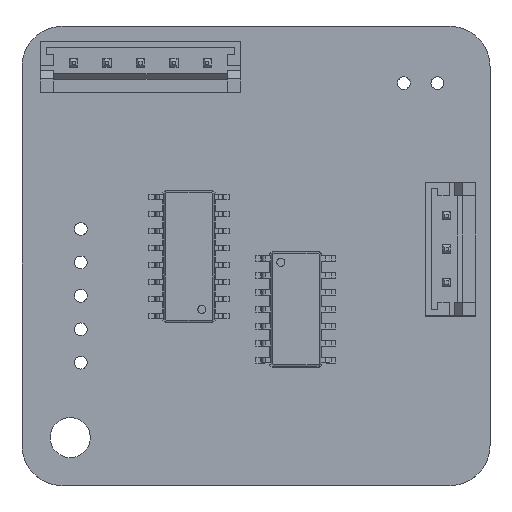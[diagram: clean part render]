
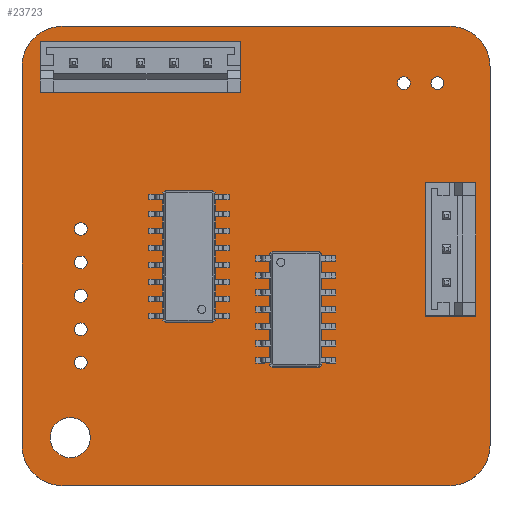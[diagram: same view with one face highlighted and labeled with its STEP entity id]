
A CAD part, top view. The second image highlights one B-rep face of the part: STEP entity #23723.
In plain terms, the highlighted planar face has unit normal (0, 0, 1).
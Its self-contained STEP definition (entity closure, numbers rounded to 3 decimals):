
#23398 = VERTEX_POINT('',#23399);
#23399 = CARTESIAN_POINT('',(166.398,-92.728,1.6));
#23405 = EDGE_CURVE('',#23398,#23406,#23408,.T.);
#23406 = VERTEX_POINT('',#23407);
#23407 = CARTESIAN_POINT('',(169.398,-95.728,1.6));
#23408 = CIRCLE('',#23409,3.);
#23409 = AXIS2_PLACEMENT_3D('',#23410,#23411,#23412);
#23410 = CARTESIAN_POINT('',(166.398,-95.727,1.6));
#23411 = DIRECTION('',(0.,0.,-1.));
#23412 = DIRECTION('',(0.,1.,0.));
#23440 = VERTEX_POINT('',#23441);
#23441 = CARTESIAN_POINT('',(137.398,-92.728,1.6));
#23447 = EDGE_CURVE('',#23440,#23398,#23448,.T.);
#23448 = LINE('',#23449,#23450);
#23449 = CARTESIAN_POINT('',(137.398,-92.728,1.6));
#23450 = VECTOR('',#23451,1.);
#23451 = DIRECTION('',(1.,0.,0.));
#23469 = EDGE_CURVE('',#23406,#23470,#23472,.T.);
#23470 = VERTEX_POINT('',#23471);
#23471 = CARTESIAN_POINT('',(169.398,-124.068,1.6));
#23472 = LINE('',#23473,#23474);
#23473 = CARTESIAN_POINT('',(169.398,-95.728,1.6));
#23474 = VECTOR('',#23475,1.);
#23475 = DIRECTION('',(0.,-1.,0.));
#23723 = ADVANCED_FACE('',(#23724,#23770,#23781,#23792,#23803,#23814,
    #23825,#23836,#23847,#23858,#23869,#23880,#23891,#23902,#23913,
    #23924,#23935),#23946,.T.);
#23724 = FACE_BOUND('',#23725,.T.);
#23725 = EDGE_LOOP('',(#23726,#23727,#23728,#23737,#23745,#23754,#23762,
    #23769));
#23726 = ORIENTED_EDGE('',*,*,#23405,.F.);
#23727 = ORIENTED_EDGE('',*,*,#23447,.F.);
#23728 = ORIENTED_EDGE('',*,*,#23729,.F.);
#23729 = EDGE_CURVE('',#23730,#23440,#23732,.T.);
#23730 = VERTEX_POINT('',#23731);
#23731 = CARTESIAN_POINT('',(134.398,-95.728,1.6));
#23732 = CIRCLE('',#23733,3.);
#23733 = AXIS2_PLACEMENT_3D('',#23734,#23735,#23736);
#23734 = CARTESIAN_POINT('',(137.398,-95.728,1.6));
#23735 = DIRECTION('',(0.,0.,-1.));
#23736 = DIRECTION('',(-1.,0.,0.));
#23737 = ORIENTED_EDGE('',*,*,#23738,.F.);
#23738 = EDGE_CURVE('',#23739,#23730,#23741,.T.);
#23739 = VERTEX_POINT('',#23740);
#23740 = CARTESIAN_POINT('',(134.398,-124.068,1.6));
#23741 = LINE('',#23742,#23743);
#23742 = CARTESIAN_POINT('',(134.398,-124.068,1.6));
#23743 = VECTOR('',#23744,1.);
#23744 = DIRECTION('',(0.,1.,0.));
#23745 = ORIENTED_EDGE('',*,*,#23746,.F.);
#23746 = EDGE_CURVE('',#23747,#23739,#23749,.T.);
#23747 = VERTEX_POINT('',#23748);
#23748 = CARTESIAN_POINT('',(137.398,-127.068,1.6));
#23749 = CIRCLE('',#23750,3.);
#23750 = AXIS2_PLACEMENT_3D('',#23751,#23752,#23753);
#23751 = CARTESIAN_POINT('',(137.398,-124.067,1.6));
#23752 = DIRECTION('',(0.,0.,-1.));
#23753 = DIRECTION('',(0.,-1.,-0.));
#23754 = ORIENTED_EDGE('',*,*,#23755,.F.);
#23755 = EDGE_CURVE('',#23756,#23747,#23758,.T.);
#23756 = VERTEX_POINT('',#23757);
#23757 = CARTESIAN_POINT('',(166.398,-127.068,1.6));
#23758 = LINE('',#23759,#23760);
#23759 = CARTESIAN_POINT('',(166.398,-127.068,1.6));
#23760 = VECTOR('',#23761,1.);
#23761 = DIRECTION('',(-1.,0.,0.));
#23762 = ORIENTED_EDGE('',*,*,#23763,.F.);
#23763 = EDGE_CURVE('',#23470,#23756,#23764,.T.);
#23764 = CIRCLE('',#23765,3.);
#23765 = AXIS2_PLACEMENT_3D('',#23766,#23767,#23768);
#23766 = CARTESIAN_POINT('',(166.398,-124.068,1.6));
#23767 = DIRECTION('',(0.,0.,-1.));
#23768 = DIRECTION('',(1.,0.,0.));
#23769 = ORIENTED_EDGE('',*,*,#23469,.F.);
#23770 = FACE_BOUND('',#23771,.T.);
#23771 = EDGE_LOOP('',(#23772));
#23772 = ORIENTED_EDGE('',*,*,#23773,.T.);
#23773 = EDGE_CURVE('',#23774,#23774,#23776,.T.);
#23774 = VERTEX_POINT('',#23775);
#23775 = CARTESIAN_POINT('',(138.,-124.98,1.6));
#23776 = CIRCLE('',#23777,1.5);
#23777 = AXIS2_PLACEMENT_3D('',#23778,#23779,#23780);
#23778 = CARTESIAN_POINT('',(138.,-123.48,1.6));
#23779 = DIRECTION('',(-0.,0.,-1.));
#23780 = DIRECTION('',(-0.,-1.,0.));
#23781 = FACE_BOUND('',#23782,.T.);
#23782 = EDGE_LOOP('',(#23783));
#23783 = ORIENTED_EDGE('',*,*,#23784,.T.);
#23784 = EDGE_CURVE('',#23785,#23785,#23787,.T.);
#23785 = VERTEX_POINT('',#23786);
#23786 = CARTESIAN_POINT('',(138.798,-118.353,1.6));
#23787 = CIRCLE('',#23788,0.475);
#23788 = AXIS2_PLACEMENT_3D('',#23789,#23790,#23791);
#23789 = CARTESIAN_POINT('',(138.798,-117.878,1.6));
#23790 = DIRECTION('',(-0.,0.,-1.));
#23791 = DIRECTION('',(-0.,-1.,0.));
#23792 = FACE_BOUND('',#23793,.T.);
#23793 = EDGE_LOOP('',(#23794));
#23794 = ORIENTED_EDGE('',*,*,#23795,.T.);
#23795 = EDGE_CURVE('',#23796,#23796,#23798,.T.);
#23796 = VERTEX_POINT('',#23797);
#23797 = CARTESIAN_POINT('',(138.798,-115.853,1.6));
#23798 = CIRCLE('',#23799,0.475);
#23799 = AXIS2_PLACEMENT_3D('',#23800,#23801,#23802);
#23800 = CARTESIAN_POINT('',(138.798,-115.378,1.6));
#23801 = DIRECTION('',(-0.,0.,-1.));
#23802 = DIRECTION('',(-0.,-1.,0.));
#23803 = FACE_BOUND('',#23804,.T.);
#23804 = EDGE_LOOP('',(#23805));
#23805 = ORIENTED_EDGE('',*,*,#23806,.T.);
#23806 = EDGE_CURVE('',#23807,#23807,#23809,.T.);
#23807 = VERTEX_POINT('',#23808);
#23808 = CARTESIAN_POINT('',(138.798,-113.353,1.6));
#23809 = CIRCLE('',#23810,0.475);
#23810 = AXIS2_PLACEMENT_3D('',#23811,#23812,#23813);
#23811 = CARTESIAN_POINT('',(138.798,-112.878,1.6));
#23812 = DIRECTION('',(-0.,0.,-1.));
#23813 = DIRECTION('',(-0.,-1.,0.));
#23814 = FACE_BOUND('',#23815,.T.);
#23815 = EDGE_LOOP('',(#23816));
#23816 = ORIENTED_EDGE('',*,*,#23817,.T.);
#23817 = EDGE_CURVE('',#23818,#23818,#23820,.T.);
#23818 = VERTEX_POINT('',#23819);
#23819 = CARTESIAN_POINT('',(138.798,-110.853,1.6));
#23820 = CIRCLE('',#23821,0.475);
#23821 = AXIS2_PLACEMENT_3D('',#23822,#23823,#23824);
#23822 = CARTESIAN_POINT('',(138.798,-110.378,1.6));
#23823 = DIRECTION('',(-0.,0.,-1.));
#23824 = DIRECTION('',(-0.,-1.,0.));
#23825 = FACE_BOUND('',#23826,.T.);
#23826 = EDGE_LOOP('',(#23827));
#23827 = ORIENTED_EDGE('',*,*,#23828,.T.);
#23828 = EDGE_CURVE('',#23829,#23829,#23831,.T.);
#23829 = VERTEX_POINT('',#23830);
#23830 = CARTESIAN_POINT('',(166.148,-112.363,1.6));
#23831 = CIRCLE('',#23832,0.475);
#23832 = AXIS2_PLACEMENT_3D('',#23833,#23834,#23835);
#23833 = CARTESIAN_POINT('',(166.148,-111.888,1.6));
#23834 = DIRECTION('',(-0.,0.,-1.));
#23835 = DIRECTION('',(-0.,-1.,0.));
#23836 = FACE_BOUND('',#23837,.T.);
#23837 = EDGE_LOOP('',(#23838));
#23838 = ORIENTED_EDGE('',*,*,#23839,.T.);
#23839 = EDGE_CURVE('',#23840,#23840,#23842,.T.);
#23840 = VERTEX_POINT('',#23841);
#23841 = CARTESIAN_POINT('',(138.798,-108.353,1.6));
#23842 = CIRCLE('',#23843,0.475);
#23843 = AXIS2_PLACEMENT_3D('',#23844,#23845,#23846);
#23844 = CARTESIAN_POINT('',(138.798,-107.878,1.6));
#23845 = DIRECTION('',(-0.,0.,-1.));
#23846 = DIRECTION('',(-0.,-1.,0.));
#23847 = FACE_BOUND('',#23848,.T.);
#23848 = EDGE_LOOP('',(#23849));
#23849 = ORIENTED_EDGE('',*,*,#23850,.T.);
#23850 = EDGE_CURVE('',#23851,#23851,#23853,.T.);
#23851 = VERTEX_POINT('',#23852);
#23852 = CARTESIAN_POINT('',(138.258,-95.943,1.6));
#23853 = CIRCLE('',#23854,0.475);
#23854 = AXIS2_PLACEMENT_3D('',#23855,#23856,#23857);
#23855 = CARTESIAN_POINT('',(138.258,-95.468,1.6));
#23856 = DIRECTION('',(-0.,0.,-1.));
#23857 = DIRECTION('',(0.,-1.,-0.));
#23858 = FACE_BOUND('',#23859,.T.);
#23859 = EDGE_LOOP('',(#23860));
#23860 = ORIENTED_EDGE('',*,*,#23861,.T.);
#23861 = EDGE_CURVE('',#23862,#23862,#23864,.T.);
#23862 = VERTEX_POINT('',#23863);
#23863 = CARTESIAN_POINT('',(140.758,-95.943,1.6));
#23864 = CIRCLE('',#23865,0.475);
#23865 = AXIS2_PLACEMENT_3D('',#23866,#23867,#23868);
#23866 = CARTESIAN_POINT('',(140.758,-95.468,1.6));
#23867 = DIRECTION('',(-0.,0.,-1.));
#23868 = DIRECTION('',(0.,-1.,-0.));
#23869 = FACE_BOUND('',#23870,.T.);
#23870 = EDGE_LOOP('',(#23871));
#23871 = ORIENTED_EDGE('',*,*,#23872,.T.);
#23872 = EDGE_CURVE('',#23873,#23873,#23875,.T.);
#23873 = VERTEX_POINT('',#23874);
#23874 = CARTESIAN_POINT('',(143.258,-95.943,1.6));
#23875 = CIRCLE('',#23876,0.475);
#23876 = AXIS2_PLACEMENT_3D('',#23877,#23878,#23879);
#23877 = CARTESIAN_POINT('',(143.258,-95.468,1.6));
#23878 = DIRECTION('',(-0.,0.,-1.));
#23879 = DIRECTION('',(0.,-1.,-0.));
#23880 = FACE_BOUND('',#23881,.T.);
#23881 = EDGE_LOOP('',(#23882));
#23882 = ORIENTED_EDGE('',*,*,#23883,.T.);
#23883 = EDGE_CURVE('',#23884,#23884,#23886,.T.);
#23884 = VERTEX_POINT('',#23885);
#23885 = CARTESIAN_POINT('',(145.758,-95.943,1.6));
#23886 = CIRCLE('',#23887,0.475);
#23887 = AXIS2_PLACEMENT_3D('',#23888,#23889,#23890);
#23888 = CARTESIAN_POINT('',(145.758,-95.468,1.6));
#23889 = DIRECTION('',(-0.,0.,-1.));
#23890 = DIRECTION('',(0.,-1.,-0.));
#23891 = FACE_BOUND('',#23892,.T.);
#23892 = EDGE_LOOP('',(#23893));
#23893 = ORIENTED_EDGE('',*,*,#23894,.T.);
#23894 = EDGE_CURVE('',#23895,#23895,#23897,.T.);
#23895 = VERTEX_POINT('',#23896);
#23896 = CARTESIAN_POINT('',(148.258,-95.943,1.6));
#23897 = CIRCLE('',#23898,0.475);
#23898 = AXIS2_PLACEMENT_3D('',#23899,#23900,#23901);
#23899 = CARTESIAN_POINT('',(148.258,-95.468,1.6));
#23900 = DIRECTION('',(-0.,0.,-1.));
#23901 = DIRECTION('',(0.,-1.,-0.));
#23902 = FACE_BOUND('',#23903,.T.);
#23903 = EDGE_LOOP('',(#23904));
#23904 = ORIENTED_EDGE('',*,*,#23905,.T.);
#23905 = EDGE_CURVE('',#23906,#23906,#23908,.T.);
#23906 = VERTEX_POINT('',#23907);
#23907 = CARTESIAN_POINT('',(166.148,-109.863,1.6));
#23908 = CIRCLE('',#23909,0.475);
#23909 = AXIS2_PLACEMENT_3D('',#23910,#23911,#23912);
#23910 = CARTESIAN_POINT('',(166.148,-109.388,1.6));
#23911 = DIRECTION('',(-0.,0.,-1.));
#23912 = DIRECTION('',(-0.,-1.,0.));
#23913 = FACE_BOUND('',#23914,.T.);
#23914 = EDGE_LOOP('',(#23915));
#23915 = ORIENTED_EDGE('',*,*,#23916,.T.);
#23916 = EDGE_CURVE('',#23917,#23917,#23919,.T.);
#23917 = VERTEX_POINT('',#23918);
#23918 = CARTESIAN_POINT('',(166.148,-107.363,1.6));
#23919 = CIRCLE('',#23920,0.475);
#23920 = AXIS2_PLACEMENT_3D('',#23921,#23922,#23923);
#23921 = CARTESIAN_POINT('',(166.148,-106.888,1.6));
#23922 = DIRECTION('',(-0.,0.,-1.));
#23923 = DIRECTION('',(-0.,-1.,0.));
#23924 = FACE_BOUND('',#23925,.T.);
#23925 = EDGE_LOOP('',(#23926));
#23926 = ORIENTED_EDGE('',*,*,#23927,.T.);
#23927 = EDGE_CURVE('',#23928,#23928,#23930,.T.);
#23928 = VERTEX_POINT('',#23929);
#23929 = CARTESIAN_POINT('',(162.958,-97.443,1.6));
#23930 = CIRCLE('',#23931,0.475);
#23931 = AXIS2_PLACEMENT_3D('',#23932,#23933,#23934);
#23932 = CARTESIAN_POINT('',(162.958,-96.968,1.6));
#23933 = DIRECTION('',(-0.,0.,-1.));
#23934 = DIRECTION('',(-0.,-1.,0.));
#23935 = FACE_BOUND('',#23936,.T.);
#23936 = EDGE_LOOP('',(#23937));
#23937 = ORIENTED_EDGE('',*,*,#23938,.T.);
#23938 = EDGE_CURVE('',#23939,#23939,#23941,.T.);
#23939 = VERTEX_POINT('',#23940);
#23940 = CARTESIAN_POINT('',(165.458,-97.443,1.6));
#23941 = CIRCLE('',#23942,0.475);
#23942 = AXIS2_PLACEMENT_3D('',#23943,#23944,#23945);
#23943 = CARTESIAN_POINT('',(165.458,-96.968,1.6));
#23944 = DIRECTION('',(-0.,0.,-1.));
#23945 = DIRECTION('',(-0.,-1.,0.));
#23946 = PLANE('',#23947);
#23947 = AXIS2_PLACEMENT_3D('',#23948,#23949,#23950);
#23948 = CARTESIAN_POINT('',(0.,0.,1.6));
#23949 = DIRECTION('',(0.,0.,1.));
#23950 = DIRECTION('',(1.,0.,-0.));
